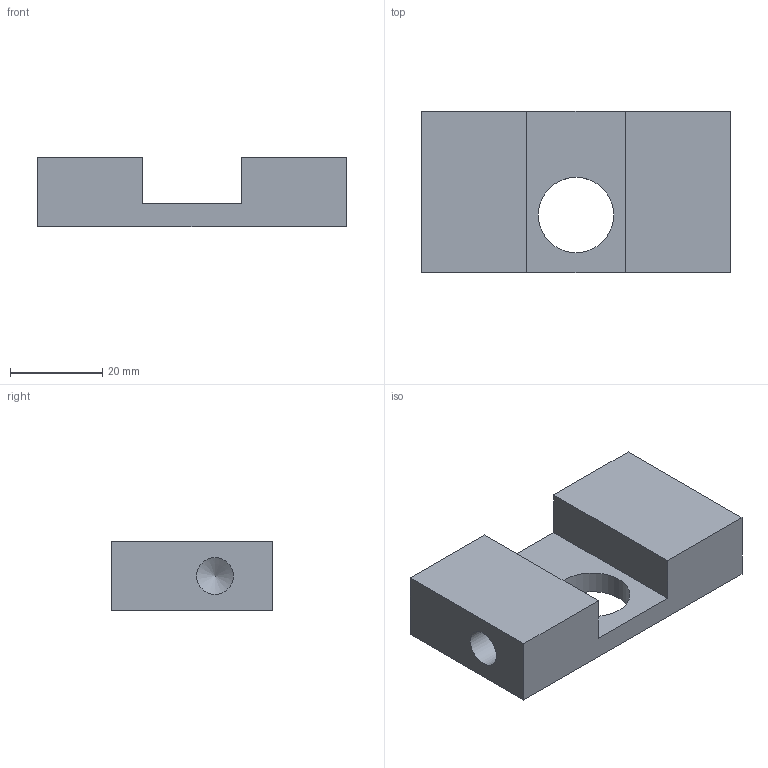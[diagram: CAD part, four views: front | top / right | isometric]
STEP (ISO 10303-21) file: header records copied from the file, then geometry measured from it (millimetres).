
FILE_DESCRIPTION(/* description */ ('Führungsklotz'),/* implementation_level */ '2;1');
FILE_NAME(/* name */ '00055812.stp',/* time_stamp */ '2023-08-24T13:46:08+02:00',/* author */ ('MD28'),/* organization */ (''),/* preprocessor_version */ 'ST-DEVELOPER v19.2',/* originating_system */ 'Autodesk Inventor 2023',/* authorisation */ '');
FILE_SCHEMA (('AUTOMOTIVE_DESIGN { 1 0 10303 214 3 1 1 }'));
Length unit declared in the file: millimetre
Products named in the file (1): 00055812
Bounding box: 67 x 35 x 15 mm (x, y, z)
Volume: 24572.6 mm3; surface area: 8881.2 mm2
Topology: 1 solids, 1 shells, 15 faces, 37 edges, 24 vertices
Faces by surface type: plane 10, cylinder 3, cone 2
Full cylindrical faces by diameter (mm): 8 x2, 16.4 x1
Entity records: 478 total; most frequent: CARTESIAN_POINT 75, DIRECTION 73, ORIENTED_EDGE 70, EDGE_CURVE 35, LINE 29, VECTOR 29, VERTEX_POINT 24, AXIS2_PLACEMENT_3D 22
